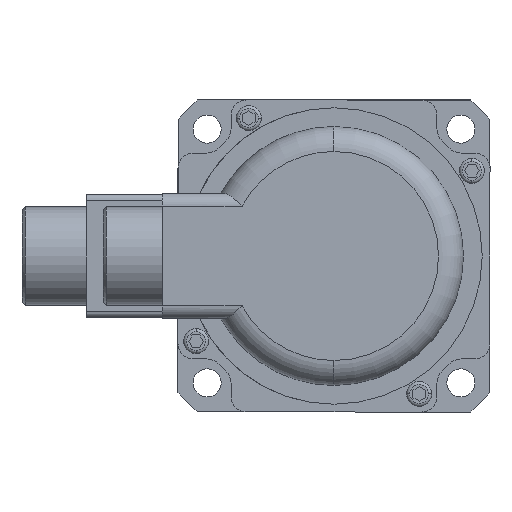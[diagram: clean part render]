
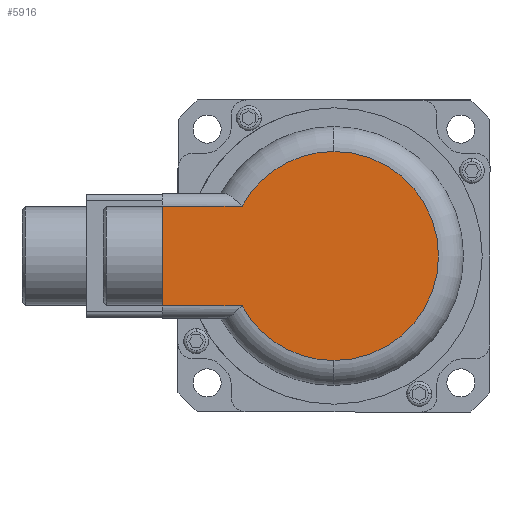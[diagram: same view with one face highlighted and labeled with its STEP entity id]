
A CAD part, left-side view. The second image highlights one B-rep face of the part: STEP entity #5916.
In plain terms, the highlighted planar face has unit normal (-1, 0, 0).
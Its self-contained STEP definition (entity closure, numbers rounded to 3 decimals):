
#96 = FACE_OUTER_BOUND ( 'NONE', #13344, .T. ) ;
#271 = CARTESIAN_POINT ( 'NONE',  ( -99.75, 0., -16. ) ) ;
#283 = ORIENTED_EDGE ( 'NONE', *, *, #8273, .T. ) ;
#477 = EDGE_CURVE ( 'NONE', #6748, #5652, #7832, .T. ) ;
#545 = DIRECTION ( 'NONE',  ( 1., 0., 0. ) ) ;
#747 = ORIENTED_EDGE ( 'NONE', *, *, #477, .T. ) ;
#1010 = DIRECTION ( 'NONE',  ( 0., 0., -1. ) ) ;
#1132 = LINE ( 'NONE', #8588, #7331 ) ;
#1451 = DIRECTION ( 'NONE',  ( 0., -1., 0. ) ) ;
#2004 = AXIS2_PLACEMENT_3D ( 'NONE', #14673, #7979, #1010 ) ;
#2294 = AXIS2_PLACEMENT_3D ( 'NONE', #5849, #13726, #7015 ) ;
#2453 = CARTESIAN_POINT ( 'NONE',  ( -99.75, 55., 16. ) ) ;
#2760 = ORIENTED_EDGE ( 'NONE', *, *, #11143, .T. ) ;
#2836 = VERTEX_POINT ( 'NONE', #5644 ) ;
#3824 = CARTESIAN_POINT ( 'NONE',  ( -99.75, 0., 0. ) ) ;
#3929 = DIRECTION ( 'NONE',  ( 0., 0., 1. ) ) ;
#4204 = EDGE_CURVE ( 'NONE', #9821, #5652, #1132, .T. ) ;
#4977 = DIRECTION ( 'NONE',  ( 0., 0., -1. ) ) ;
#5161 = PLANE ( 'NONE',  #14451 ) ;
#5644 = CARTESIAN_POINT ( 'NONE',  ( -99.75, 29.432, -16. ) ) ;
#5652 = VERTEX_POINT ( 'NONE', #2453 ) ;
#5665 = VERTEX_POINT ( 'NONE', #12712 ) ;
#5731 = CIRCLE ( 'NONE', #7066, 33.5 ) ;
#5830 = CARTESIAN_POINT ( 'NONE',  ( -99.75, 29.432, 16. ) ) ;
#5849 = CARTESIAN_POINT ( 'NONE',  ( -99.75, 0., 0. ) ) ;
#5916 = ADVANCED_FACE ( 'NONE', ( #96 ), #5161, .F. ) ;
#6401 = CIRCLE ( 'NONE', #2294, 33.5 ) ;
#6748 = VERTEX_POINT ( 'NONE', #5830 ) ;
#6776 = ORIENTED_EDGE ( 'NONE', *, *, #4204, .F. ) ;
#7015 = DIRECTION ( 'NONE',  ( 0., 0., -1. ) ) ;
#7066 = AXIS2_PLACEMENT_3D ( 'NONE', #3824, #11749, #4977 ) ;
#7331 = VECTOR ( 'NONE', #3929, 1000. ) ;
#7422 = DIRECTION ( 'NONE',  ( 0., 1., 0. ) ) ;
#7478 = CARTESIAN_POINT ( 'NONE',  ( -99.75, 0., 16. ) ) ;
#7599 = EDGE_CURVE ( 'NONE', #2836, #5665, #5731, .T. ) ;
#7832 = LINE ( 'NONE', #7478, #10443 ) ;
#7979 = DIRECTION ( 'NONE',  ( -1., 0., 0. ) ) ;
#8273 = EDGE_CURVE ( 'NONE', #9234, #6748, #9461, .T. ) ;
#8569 = VECTOR ( 'NONE', #1451, 1000. ) ;
#8588 = CARTESIAN_POINT ( 'NONE',  ( -99.75, 55., 0. ) ) ;
#8677 = DIRECTION ( 'NONE',  ( 0., 0., -1. ) ) ;
#9234 = VERTEX_POINT ( 'NONE', #14358 ) ;
#9461 = CIRCLE ( 'NONE', #2004, 33.5 ) ;
#9821 = VERTEX_POINT ( 'NONE', #11571 ) ;
#10443 = VECTOR ( 'NONE', #7422, 1000. ) ;
#10472 = ORIENTED_EDGE ( 'NONE', *, *, #13488, .T. ) ;
#11143 = EDGE_CURVE ( 'NONE', #5665, #9234, #6401, .T. ) ;
#11571 = CARTESIAN_POINT ( 'NONE',  ( -99.75, 55., -16. ) ) ;
#11749 = DIRECTION ( 'NONE',  ( -1., 0., 0. ) ) ;
#12712 = CARTESIAN_POINT ( 'NONE',  ( -99.75, 0., -33.5 ) ) ;
#13344 = EDGE_LOOP ( 'NONE', ( #6776, #10472, #14734, #2760, #283, #747 ) ) ;
#13488 = EDGE_CURVE ( 'NONE', #9821, #2836, #14505, .T. ) ;
#13726 = DIRECTION ( 'NONE',  ( -1., 0., 0. ) ) ;
#14239 = CARTESIAN_POINT ( 'NONE',  ( -99.75, 0., 0. ) ) ;
#14358 = CARTESIAN_POINT ( 'NONE',  ( -99.75, 0., 33.5 ) ) ;
#14451 = AXIS2_PLACEMENT_3D ( 'NONE', #14239, #545, #8677 ) ;
#14505 = LINE ( 'NONE', #271, #8569 ) ;
#14673 = CARTESIAN_POINT ( 'NONE',  ( -99.75, 0., 0. ) ) ;
#14734 = ORIENTED_EDGE ( 'NONE', *, *, #7599, .T. ) ;
